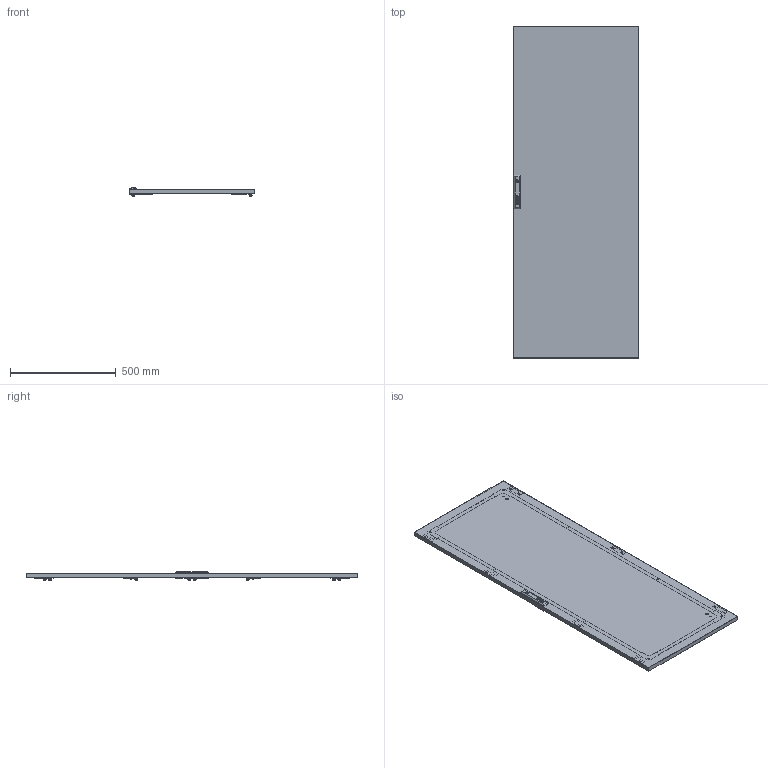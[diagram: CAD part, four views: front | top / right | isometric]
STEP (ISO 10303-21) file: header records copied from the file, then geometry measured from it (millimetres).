
FILE_DESCRIPTION (( 'STEP AP214' ), '1' );
FILE_NAME ('0395-6016-00-97.step', '2024-03-20T10:46:48', ( '' ), ( '' ), 'SwSTEP 2.0', 'SolidWorks 2019', '' );
FILE_SCHEMA (( 'AUTOMOTIVE_DESIGN' ));
Length unit declared in the file: millimetre
Products named in the file (1): 0395-6016-00-97
Bounding box: 594 x 1567 x 41.5 mm (x, y, z)
Volume: 2990042.6 mm3; surface area: 2731123.3 mm2
Topology: 11 solids, 11 shells, 1834 faces, 4748 edges, 3134 vertices
Faces by surface type: cylinder 904, plane 896, cone 34
Entity records: 76203 total; most frequent: DIRECTION 10222, CARTESIAN_POINT 9956, ORIENTED_EDGE 9496, EDGE_CURVE 4748, AXIS2_PLACEMENT_3D 3696, VERTEX_POINT 3130, VECTOR 2830, LINE 2830
